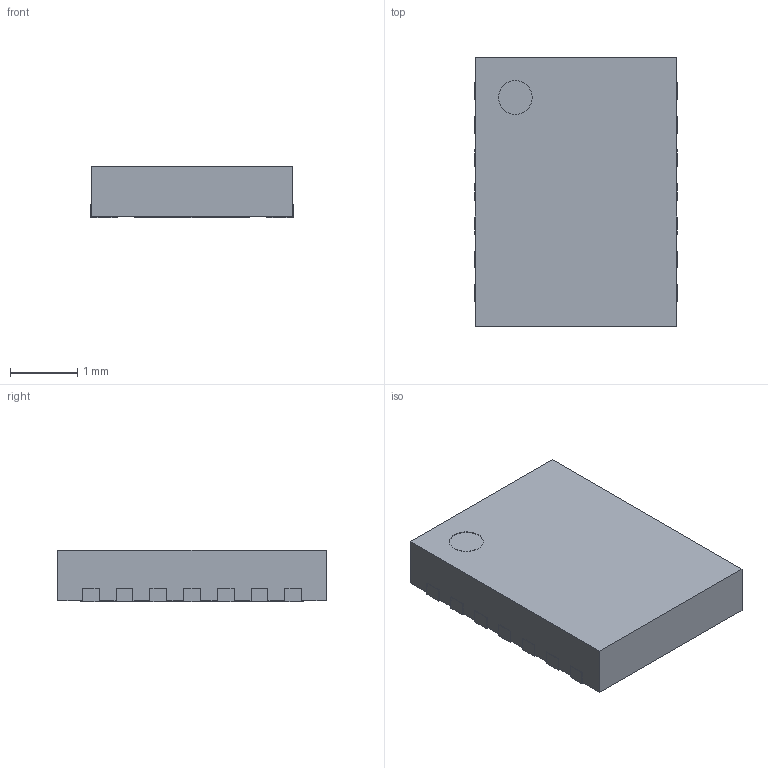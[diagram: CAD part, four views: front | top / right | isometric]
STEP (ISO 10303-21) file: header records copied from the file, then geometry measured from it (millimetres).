
FILE_DESCRIPTION(/* description */ ('model of DFN-14-1EP_3x4mm_Pitch0.5mm'),/* implementation_level */ '2;1');
FILE_NAME(/* name */ 'DFN-14-1EP_3x4mm_Pitch0.5mm.step',/* time_stamp */ '2017-03-23T11:15:43',/* author */ ('kicad StepUp','ksu'),/* organization */ ('FreeCAD'),/* preprocessor_version */ 'OCC',/* originating_system */ 'kicad StepUp',/* authorisation */ '');
FILE_SCHEMA(('AUTOMOTIVE_DESIGN_CC2 { 1 2 10303 214 -1 1 5 4 }'));
Length unit declared in the file: millimetre
Products named in the file (1): DFN-14-1EP_3x4mm_Pitch0.5mm
Bounding box: 3 x 3.98 x 0.77 mm (x, y, z)
Volume: 9 mm3; surface area: 34.8 mm2
Topology: 1 solids, 1 shells, 98 faces, 282 edges, 188 vertices
Faces by surface type: plane 83, cylinder 15
Full cylindrical faces by diameter (mm): 0.5 x1
Entity records: 2265 total; most frequent: ORIENTED_EDGE 530, CARTESIAN_POINT 305, EDGE_CURVE 282, LINE 238, VERTEX_POINT 188, AXIS2_PLACEMENT_3D 128, FACE_BOUND 100, EDGE_LOOP 100
